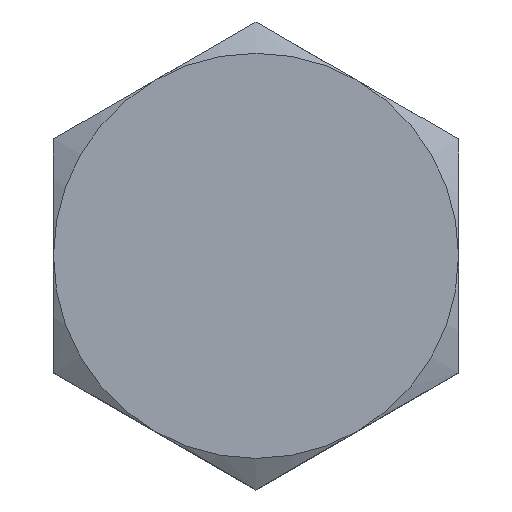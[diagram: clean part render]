
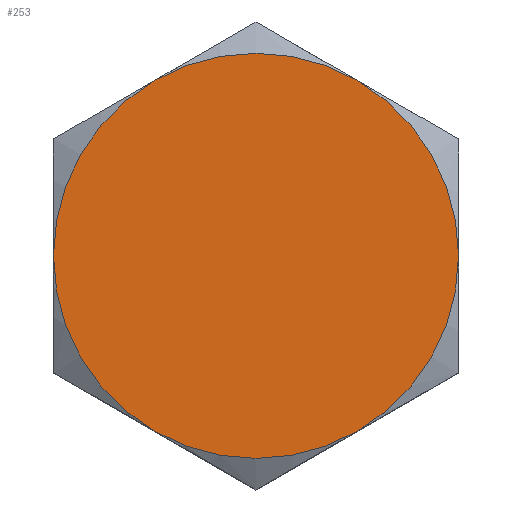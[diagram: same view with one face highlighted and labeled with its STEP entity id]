
A CAD part, top view. The second image highlights one B-rep face of the part: STEP entity #253.
In plain terms, the highlighted planar face has unit normal (0, 0, 1).
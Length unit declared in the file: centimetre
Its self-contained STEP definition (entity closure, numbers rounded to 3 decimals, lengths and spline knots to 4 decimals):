
#31=PLANE('',#276);
#43=FACE_OUTER_BOUND('',#61,.T.);
#61=EDGE_LOOP('',(#188,#189,#190,#191,#192,#193));
#106=CIRCLE('',#277,5.);
#107=CIRCLE('',#278,5.);
#108=CIRCLE('',#279,5.);
#109=CIRCLE('',#280,5.);
#110=CIRCLE('',#281,5.);
#111=CIRCLE('',#282,5.);
#122=VERTEX_POINT('',#393);
#123=VERTEX_POINT('',#394);
#124=VERTEX_POINT('',#396);
#125=VERTEX_POINT('',#398);
#126=VERTEX_POINT('',#400);
#127=VERTEX_POINT('',#402);
#146=EDGE_CURVE('',#122,#123,#106,.T.);
#147=EDGE_CURVE('',#124,#122,#107,.T.);
#148=EDGE_CURVE('',#125,#124,#108,.T.);
#149=EDGE_CURVE('',#126,#125,#109,.T.);
#150=EDGE_CURVE('',#127,#126,#110,.T.);
#151=EDGE_CURVE('',#123,#127,#111,.T.);
#188=ORIENTED_EDGE('',*,*,#146,.F.);
#189=ORIENTED_EDGE('',*,*,#147,.F.);
#190=ORIENTED_EDGE('',*,*,#148,.F.);
#191=ORIENTED_EDGE('',*,*,#149,.F.);
#192=ORIENTED_EDGE('',*,*,#150,.F.);
#193=ORIENTED_EDGE('',*,*,#151,.F.);
#253=ADVANCED_FACE('',(#43),#31,.F.);
#276=AXIS2_PLACEMENT_3D('',#392,#321,#322);
#277=AXIS2_PLACEMENT_3D('',#395,#323,#324);
#278=AXIS2_PLACEMENT_3D('',#397,#325,#326);
#279=AXIS2_PLACEMENT_3D('',#399,#327,#328);
#280=AXIS2_PLACEMENT_3D('',#401,#329,#330);
#281=AXIS2_PLACEMENT_3D('',#403,#331,#332);
#282=AXIS2_PLACEMENT_3D('',#404,#333,#334);
#321=DIRECTION('center_axis',(0.,0.,-1.));
#322=DIRECTION('ref_axis',(1.,0.,0.));
#323=DIRECTION('center_axis',(0.,0.,-1.));
#324=DIRECTION('ref_axis',(1.,0.,0.));
#325=DIRECTION('center_axis',(0.,0.,-1.));
#326=DIRECTION('ref_axis',(1.,0.,0.));
#327=DIRECTION('center_axis',(0.,0.,-1.));
#328=DIRECTION('ref_axis',(1.,0.,0.));
#329=DIRECTION('center_axis',(0.,0.,-1.));
#330=DIRECTION('ref_axis',(1.,0.,0.));
#331=DIRECTION('center_axis',(0.,0.,-1.));
#332=DIRECTION('ref_axis',(1.,0.,0.));
#333=DIRECTION('center_axis',(0.,0.,-1.));
#334=DIRECTION('ref_axis',(1.,0.,0.));
#392=CARTESIAN_POINT('Origin',(-5.,2.8868,4.));
#393=CARTESIAN_POINT('',(2.5,4.3301,4.));
#394=CARTESIAN_POINT('',(5.,0.,4.));
#395=CARTESIAN_POINT('Origin',(0.,0.,4.));
#396=CARTESIAN_POINT('',(-2.5,4.3301,4.));
#397=CARTESIAN_POINT('Origin',(0.,0.,4.));
#398=CARTESIAN_POINT('',(-5.,0.,4.));
#399=CARTESIAN_POINT('Origin',(0.,0.,4.));
#400=CARTESIAN_POINT('',(-2.5,-4.3301,4.));
#401=CARTESIAN_POINT('Origin',(0.,0.,4.));
#402=CARTESIAN_POINT('',(2.5,-4.3301,4.));
#403=CARTESIAN_POINT('Origin',(0.,0.,4.));
#404=CARTESIAN_POINT('Origin',(0.,0.,4.));
